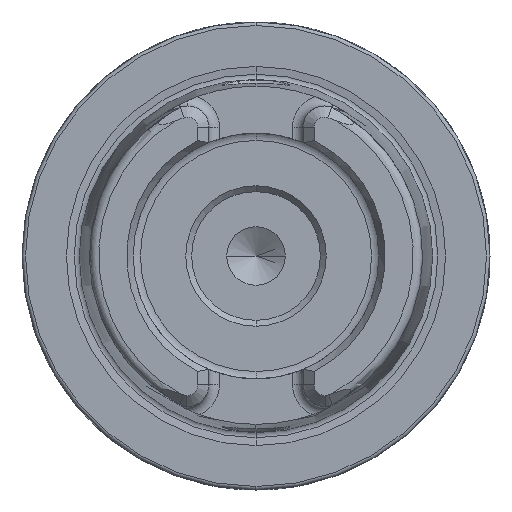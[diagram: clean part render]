
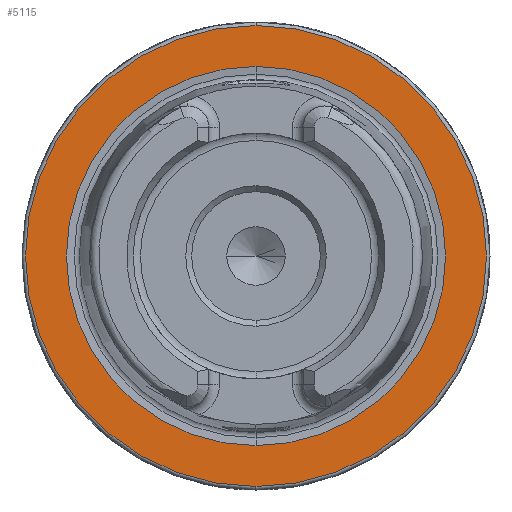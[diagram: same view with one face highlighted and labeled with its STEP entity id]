
A CAD part, left-side view. The second image highlights one B-rep face of the part: STEP entity #5115.
In plain terms, the highlighted planar face has unit normal (-1, 0, 0).
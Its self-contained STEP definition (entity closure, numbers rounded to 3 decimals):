
#383 = CARTESIAN_POINT ( 'NONE',  ( 0., 0., -16.207 ) ) ;
#388 = CARTESIAN_POINT ( 'NONE',  ( 0., 0., 16.207 ) ) ;
#390 = CARTESIAN_POINT ( 'NONE',  ( 0., 0., 19.7 ) ) ;
#391 = CARTESIAN_POINT ( 'NONE',  ( 0., 0., -19.7 ) ) ;
#656 = CARTESIAN_POINT ( 'NONE',  ( 0., 0., 0. ) ) ;
#657 = DIRECTION ( 'NONE',  ( -1., 0., 0. ) ) ;
#658 = DIRECTION ( 'NONE',  ( 0., 0., 1. ) ) ;
#665 = CARTESIAN_POINT ( 'NONE',  ( 0., 0., 0. ) ) ;
#666 = DIRECTION ( 'NONE',  ( -1., 0., 0. ) ) ;
#667 = DIRECTION ( 'NONE',  ( 0., 0., 1. ) ) ;
#1134 = CIRCLE ( 'NONE', #7234, 16.207 ) ;
#1143 = CIRCLE ( 'NONE', #7237, 19.7 ) ;
#2127 = FACE_BOUND ( 'NONE', #3736, .T. ) ;
#2133 = FACE_OUTER_BOUND ( 'NONE', #3735, .T. ) ;
#3319 = EDGE_CURVE ( 'NONE', #5707, #5706, #3854, .T. ) ;
#3320 = EDGE_CURVE ( 'NONE', #5704, #5699, #3855, .T. ) ;
#3735 = EDGE_LOOP ( 'NONE', ( #8369, #8370 ) ) ;
#3736 = EDGE_LOOP ( 'NONE', ( #8367, #8368 ) ) ;
#3854 = CIRCLE ( 'NONE', #4148, 19.7 ) ;
#3855 = CIRCLE ( 'NONE', #4149, 16.207 ) ;
#4148 = AXIS2_PLACEMENT_3D ( 'NONE', #4679, #4680, #4681 ) ;
#4149 = AXIS2_PLACEMENT_3D ( 'NONE', #4682, #4683, #4684 ) ;
#4679 = CARTESIAN_POINT ( 'NONE',  ( 0., 0., 0. ) ) ;
#4680 = DIRECTION ( 'NONE',  ( -1., 0., 0. ) ) ;
#4681 = DIRECTION ( 'NONE',  ( 0., 0., 1. ) ) ;
#4682 = CARTESIAN_POINT ( 'NONE',  ( 0., 0., 0. ) ) ;
#4683 = DIRECTION ( 'NONE',  ( -1., 0., 0. ) ) ;
#4684 = DIRECTION ( 'NONE',  ( 0., 0., 1. ) ) ;
#5115 = ADVANCED_FACE ( 'NONE', ( #2127, #2133 ), #11217, .F. ) ;
#5699 = VERTEX_POINT ( 'NONE', #383 ) ;
#5704 = VERTEX_POINT ( 'NONE', #388 ) ;
#5706 = VERTEX_POINT ( 'NONE', #390 ) ;
#5707 = VERTEX_POINT ( 'NONE', #391 ) ;
#7010 = AXIS2_PLACEMENT_3D ( 'NONE', #11216, #11222, #11223 ) ;
#7234 = AXIS2_PLACEMENT_3D ( 'NONE', #656, #657, #658 ) ;
#7237 = AXIS2_PLACEMENT_3D ( 'NONE', #665, #666, #667 ) ;
#7880 = EDGE_CURVE ( 'NONE', #5699, #5704, #1134, .T. ) ;
#7884 = EDGE_CURVE ( 'NONE', #5706, #5707, #1143, .T. ) ;
#8367 = ORIENTED_EDGE ( 'NONE', *, *, #3320, .F. ) ;
#8368 = ORIENTED_EDGE ( 'NONE', *, *, #7880, .F. ) ;
#8369 = ORIENTED_EDGE ( 'NONE', *, *, #7884, .T. ) ;
#8370 = ORIENTED_EDGE ( 'NONE', *, *, #3319, .T. ) ;
#11216 = CARTESIAN_POINT ( 'NONE',  ( 0., 19.7, 0. ) ) ;
#11217 = PLANE ( 'NONE',  #7010 ) ;
#11222 = DIRECTION ( 'NONE',  ( 1., 0., 0. ) ) ;
#11223 = DIRECTION ( 'NONE',  ( 0., 0., -1. ) ) ;
